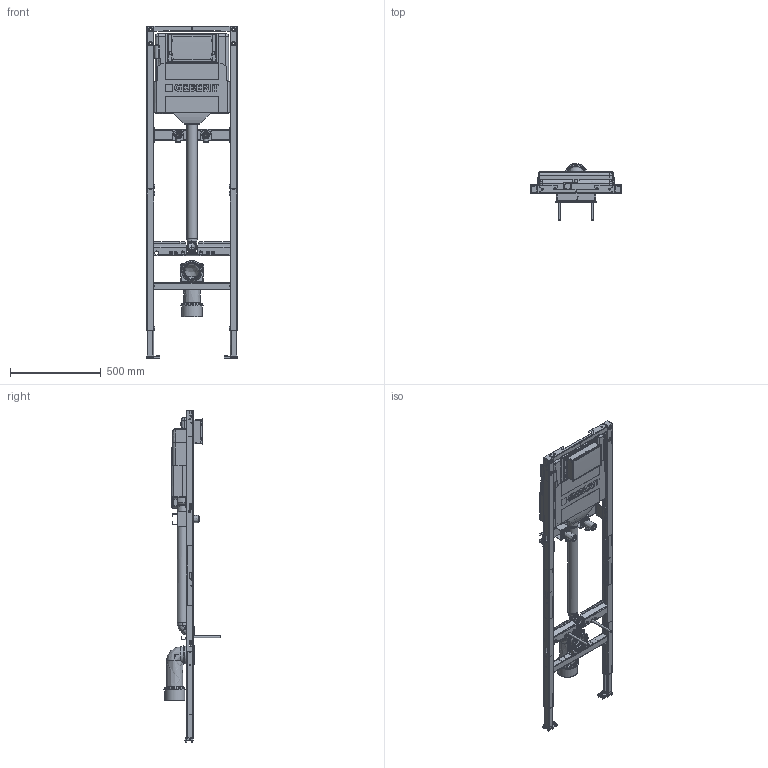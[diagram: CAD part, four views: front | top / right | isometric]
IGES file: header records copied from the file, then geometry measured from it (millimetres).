
Global section: file name: 111565; native system: Autodesk Inventor 2023; preprocessor: unknown; author: none; organization: none; date: 20260108.144836; units: millimetre
Bounding box: 500 x 315.47 x 1832 mm (x, y, z)
Volume: 21866812.4 mm3; surface area: 3953878.4 mm2
Topology: 47 solids, 81 shells, 5426 faces, 14134 edges, 8730 vertices
Faces by surface type: bspline 5398, offset 28
